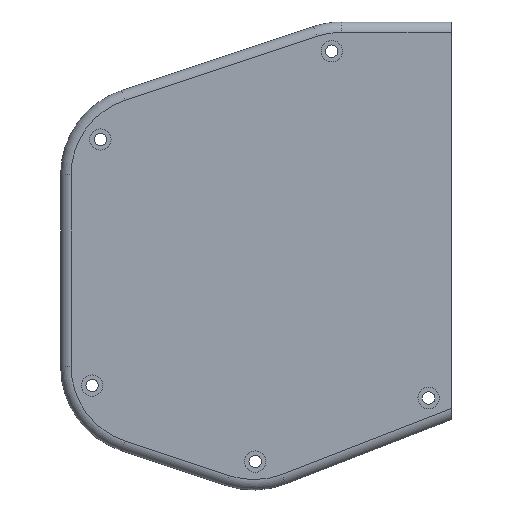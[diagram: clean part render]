
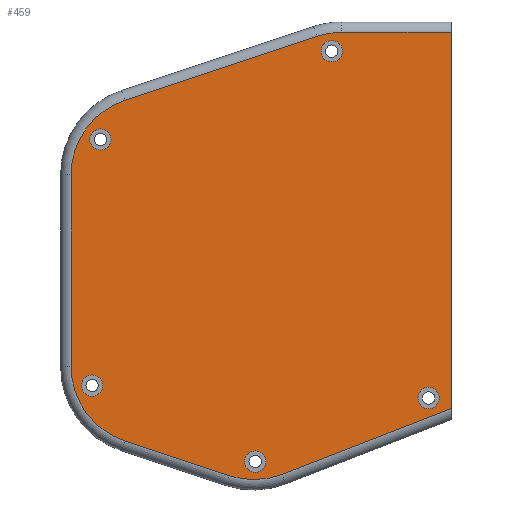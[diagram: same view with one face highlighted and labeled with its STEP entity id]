
A CAD part, front view. The second image highlights one B-rep face of the part: STEP entity #459.
In plain terms, the highlighted planar face has unit normal (0, -1, 0).
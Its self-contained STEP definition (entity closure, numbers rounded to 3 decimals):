
#286=CARTESIAN_POINT('',(-23.,-8.,-38.791));
#287=VERTEX_POINT('',#286);
#288=CARTESIAN_POINT('',(-23.,-8.,67.061));
#289=VERTEX_POINT('',#288);
#290=CARTESIAN_POINT('',(-23.,-8.,-38.791));
#291=DIRECTION('',(-0.,-0.,1.));
#292=VECTOR('',#291,105.851);
#293=LINE('',#290,#292);
#294=EDGE_CURVE('',#287,#289,#293,.T.);
#322=CARTESIAN_POINT('',(0.,-8.,0.));
#323=DIRECTION('',(0.,-1.,0.));
#324=DIRECTION('',(0.,0.,-1.));
#325=AXIS2_PLACEMENT_3D('',#322,#323,#324);
#326=PLANE('',#325);
#327=CARTESIAN_POINT('',(-124.129,-8.,-35.353));
#328=VERTEX_POINT('',#327);
#329=CARTESIAN_POINT('',(-124.129,-8.,-32.353));
#330=DIRECTION('',(0.,-1.,0.));
#331=DIRECTION('',(0.,0.,-1.));
#332=AXIS2_PLACEMENT_3D('',#329,#330,#331);
#333=CIRCLE('',#332,3.);
#334=EDGE_CURVE('',#328,#328,#333,.T.);
#335=ORIENTED_EDGE('',*,*,#334,.F.);
#336=EDGE_LOOP('',(#335));
#337=FACE_BOUND('',#336,.T.);
#338=CARTESIAN_POINT('',(-78.235,-8.,-56.757));
#339=VERTEX_POINT('',#338);
#340=CARTESIAN_POINT('',(-78.235,-8.,-53.757));
#341=DIRECTION('',(0.,-1.,0.));
#342=DIRECTION('',(0.,0.,-1.));
#343=AXIS2_PLACEMENT_3D('',#340,#341,#342);
#344=CIRCLE('',#343,3.);
#345=EDGE_CURVE('',#339,#339,#344,.T.);
#346=ORIENTED_EDGE('',*,*,#345,.F.);
#347=EDGE_LOOP('',(#346));
#348=FACE_BOUND('',#347,.T.);
#349=CARTESIAN_POINT('',(-29.396,-8.,-38.854));
#350=VERTEX_POINT('',#349);
#351=CARTESIAN_POINT('',(-29.396,-8.,-35.854));
#352=DIRECTION('',(0.,-1.,0.));
#353=DIRECTION('',(0.,0.,-1.));
#354=AXIS2_PLACEMENT_3D('',#351,#352,#353);
#355=CIRCLE('',#354,3.);
#356=EDGE_CURVE('',#350,#350,#355,.T.);
#357=ORIENTED_EDGE('',*,*,#356,.F.);
#358=EDGE_LOOP('',(#357));
#359=FACE_BOUND('',#358,.T.);
#360=CARTESIAN_POINT('',(-56.666,-8.,58.78));
#361=VERTEX_POINT('',#360);
#362=CARTESIAN_POINT('',(-56.666,-8.,61.78));
#363=DIRECTION('',(0.,-1.,0.));
#364=DIRECTION('',(0.,0.,-1.));
#365=AXIS2_PLACEMENT_3D('',#362,#363,#364);
#366=CIRCLE('',#365,3.);
#367=EDGE_CURVE('',#361,#361,#366,.T.);
#368=ORIENTED_EDGE('',*,*,#367,.F.);
#369=EDGE_LOOP('',(#368));
#370=FACE_BOUND('',#369,.T.);
#371=CARTESIAN_POINT('',(-121.791,-8.,33.921));
#372=VERTEX_POINT('',#371);
#373=CARTESIAN_POINT('',(-121.791,-8.,36.921));
#374=DIRECTION('',(0.,-1.,0.));
#375=DIRECTION('',(0.,0.,-1.));
#376=AXIS2_PLACEMENT_3D('',#373,#374,#375);
#377=CIRCLE('',#376,3.);
#378=EDGE_CURVE('',#372,#372,#377,.T.);
#379=ORIENTED_EDGE('',*,*,#378,.F.);
#380=EDGE_LOOP('',(#379));
#381=FACE_BOUND('',#380,.T.);
#382=CARTESIAN_POINT('',(-85.629,-8.,-57.692));
#383=VERTEX_POINT('',#382);
#384=CARTESIAN_POINT('',(-70.657,-8.,-57.324));
#385=VERTEX_POINT('',#384);
#386=CARTESIAN_POINT('',(-78.653,-8.,-36.763));
#387=DIRECTION('',(0.,-1.,0.));
#388=DIRECTION('',(0.,0.,-1.));
#389=AXIS2_PLACEMENT_3D('',#386,#387,#388);
#390=CIRCLE('',#389,22.061);
#391=EDGE_CURVE('',#383,#385,#390,.T.);
#392=ORIENTED_EDGE('',*,*,#391,.T.);
#393=CARTESIAN_POINT('',(-70.657,-8.,-57.324));
#394=DIRECTION('',(0.932,-0.,0.362));
#395=VECTOR('',#394,51.134);
#396=LINE('',#393,#395);
#397=EDGE_CURVE('',#385,#287,#396,.T.);
#398=ORIENTED_EDGE('',*,*,#397,.T.);
#399=ORIENTED_EDGE('',*,*,#294,.T.);
#400=CARTESIAN_POINT('',(-53.943,-8.,67.061));
#401=VERTEX_POINT('',#400);
#402=CARTESIAN_POINT('',(-23.,-8.,67.061));
#403=DIRECTION('',(-1.,-0.,0.));
#404=VECTOR('',#403,30.943);
#405=LINE('',#402,#404);
#406=EDGE_CURVE('',#289,#401,#405,.T.);
#407=ORIENTED_EDGE('',*,*,#406,.T.);
#408=CARTESIAN_POINT('',(-60.919,-8.,65.929));
#409=VERTEX_POINT('',#408);
#410=CARTESIAN_POINT('',(-53.943,-8.,45.));
#411=DIRECTION('',(0.,-1.,0.));
#412=DIRECTION('',(0.,0.,-1.));
#413=AXIS2_PLACEMENT_3D('',#410,#411,#412);
#414=CIRCLE('',#413,22.061);
#415=EDGE_CURVE('',#401,#409,#414,.T.);
#416=ORIENTED_EDGE('',*,*,#415,.T.);
#417=CARTESIAN_POINT('',(-114.976,-8.,47.91));
#418=VERTEX_POINT('',#417);
#419=CARTESIAN_POINT('',(-60.919,-8.,65.929));
#420=DIRECTION('',(-0.949,-0.,-0.316));
#421=VECTOR('',#420,56.981);
#422=LINE('',#419,#421);
#423=EDGE_CURVE('',#409,#418,#422,.T.);
#424=ORIENTED_EDGE('',*,*,#423,.T.);
#425=CARTESIAN_POINT('',(-130.061,-8.,26.981));
#426=VERTEX_POINT('',#425);
#427=CARTESIAN_POINT('',(-108.,-8.,26.981));
#428=DIRECTION('',(0.,-1.,0.));
#429=DIRECTION('',(0.,0.,-1.));
#430=AXIS2_PLACEMENT_3D('',#427,#428,#429);
#431=CIRCLE('',#430,22.061);
#432=EDGE_CURVE('',#418,#426,#431,.T.);
#433=ORIENTED_EDGE('',*,*,#432,.T.);
#434=CARTESIAN_POINT('',(-130.061,-8.,-26.981));
#435=VERTEX_POINT('',#434);
#436=CARTESIAN_POINT('',(-130.061,-8.,26.981));
#437=DIRECTION('',(-0.,-0.,-1.));
#438=VECTOR('',#437,53.962);
#439=LINE('',#436,#438);
#440=EDGE_CURVE('',#426,#435,#439,.T.);
#441=ORIENTED_EDGE('',*,*,#440,.T.);
#442=CARTESIAN_POINT('',(-114.976,-8.,-47.91));
#443=VERTEX_POINT('',#442);
#444=CARTESIAN_POINT('',(-108.,-8.,-26.981));
#445=DIRECTION('',(0.,-1.,0.));
#446=DIRECTION('',(0.,0.,-1.));
#447=AXIS2_PLACEMENT_3D('',#444,#445,#446);
#448=CIRCLE('',#447,22.061);
#449=EDGE_CURVE('',#435,#443,#448,.T.);
#450=ORIENTED_EDGE('',*,*,#449,.T.);
#451=CARTESIAN_POINT('',(-114.976,-8.,-47.91));
#452=DIRECTION('',(0.949,-0.,-0.316));
#453=VECTOR('',#452,30.934);
#454=LINE('',#451,#453);
#455=EDGE_CURVE('',#443,#383,#454,.T.);
#456=ORIENTED_EDGE('',*,*,#455,.T.);
#457=EDGE_LOOP('',(#392,#398,#399,#407,#416,#424,#433,#441,#450,#456));
#458=FACE_BOUND('',#457,.T.);
#459=ADVANCED_FACE('',(#337,#348,#359,#370,#381,#458),#326,.T.);
